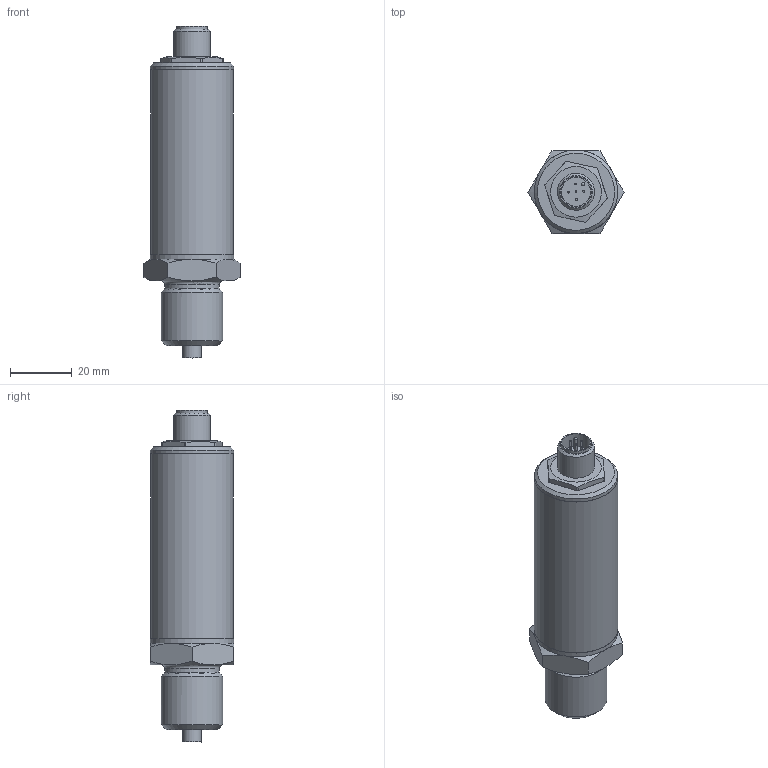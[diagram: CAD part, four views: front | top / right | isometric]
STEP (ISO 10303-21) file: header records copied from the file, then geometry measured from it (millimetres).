
FILE_DESCRIPTION(('STEP AP214'), '1');
FILE_NAME('ﾏﾄ100ﾈ-RS', '', ('UNSPECIFIED'), ('UNSPECIFIED'), 'ASCON STEP Converter 1.6', 'ASCON Math Kernel', '');
FILE_SCHEMA(('AUTOMOTIVE_DESIGN { 1 0 10303 214 3 1 1}'));
Length unit declared in the file: millimetre
Products named in the file (12): ﾏﾄ100ﾈ-RS; 24; 25; 7; 8; 9; 3
Assembly tree (11 placements, depth 6):
  ﾏﾄ100ﾈ-RS
    (unnamed)
      (unnamed)
        (unnamed)
          (unnamed)
            24
            25
    (unnamed)
      7
      8
      9
    3
Bounding box: 31.18 x 27 x 107.7 mm (x, y, z)
Volume: 22464.6 mm3; surface area: 19096.2 mm2
Topology: 6 solids, 7 shells, 199 faces, 425 edges, 266 vertices
Faces by surface type: plane 76, cylinder 69, cone 40, torus 8, sphere 6
Full cylindrical faces by diameter (mm): 0.6 x13, 1 x3, 1.55 x5, 3.3 x1, 6 x1, 9.4 x1, 10 x2, 12 x1, 13.8 x1, 14 x1, 16 x1, 16.1 x1, 17 x2, 17.6 x1, 17.8 x1, 18 x1, 19 x3, 19.3 x1, 20 x1, 21 x1, 22 x1, 23 x1, 25 x4, 27 x3
Entity records: 9634 total; most frequent: CARTESIAN_POINT 3440, DIRECTION 854, ORIENTED_EDGE 672, AXIS2_PLACEMENT_3D 396, EDGE_CURVE 336, EDGE_LOOP 320, VERTEX_POINT 264, FACE_BOUND 215
